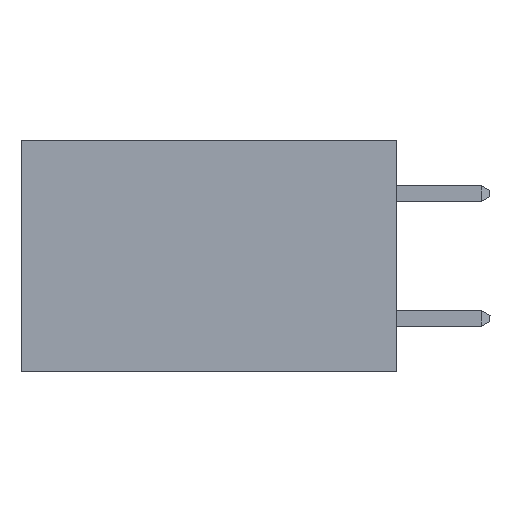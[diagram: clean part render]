
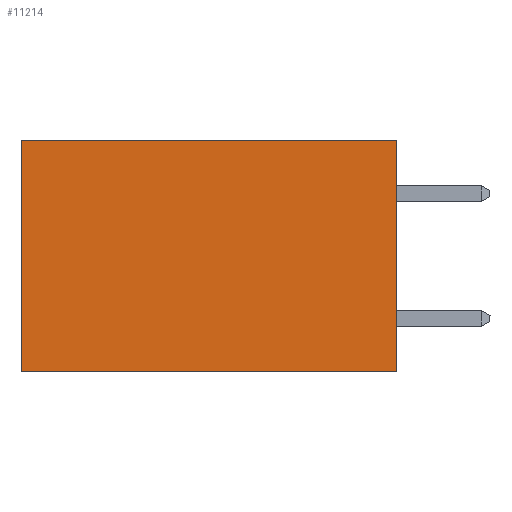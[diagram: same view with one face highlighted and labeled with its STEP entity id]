
A CAD part, left-side view. The second image highlights one B-rep face of the part: STEP entity #11214.
In plain terms, the highlighted planar face has unit normal (-1, 0, 0).
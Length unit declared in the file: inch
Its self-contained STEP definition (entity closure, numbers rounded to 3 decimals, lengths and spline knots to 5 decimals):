
#356 = EDGE_CURVE ( 'NONE', #8593, #14114, #13404, .T. ) ;
#611 = DIRECTION ( 'NONE',  ( 0., 0., -1. ) ) ;
#642 = VECTOR ( 'NONE', #12547, 39.37008 ) ;
#1344 = VERTEX_POINT ( 'NONE', #10673 ) ;
#1486 = CARTESIAN_POINT ( 'NONE',  ( 0.2615, 0., -0.37 ) ) ;
#1682 = AXIS2_PLACEMENT_3D ( 'NONE', #14183, #8009, #611 ) ;
#1979 = CARTESIAN_POINT ( 'NONE',  ( 0.2615, 0.6, -0.37 ) ) ;
#2197 = FACE_OUTER_BOUND ( 'NONE', #3346, .T. ) ;
#2750 = VECTOR ( 'NONE', #4388, 39.37008 ) ;
#3012 = LINE ( 'NONE', #4875, #6101 ) ;
#3346 = EDGE_LOOP ( 'NONE', ( #6687, #12254, #11498, #13140 ) ) ;
#3526 = LINE ( 'NONE', #1979, #2750 ) ;
#4388 = DIRECTION ( 'NONE',  ( 0., 0., -1. ) ) ;
#4875 = CARTESIAN_POINT ( 'NONE',  ( 0.2615, 0., -0.37 ) ) ;
#5049 = EDGE_CURVE ( 'NONE', #14114, #1344, #3012, .T. ) ;
#5361 = CARTESIAN_POINT ( 'NONE',  ( 0.2615, 0.6, 0. ) ) ;
#5554 = EDGE_CURVE ( 'NONE', #8593, #12479, #14810, .T. ) ;
#6101 = VECTOR ( 'NONE', #8620, 39.37008 ) ;
#6486 = CARTESIAN_POINT ( 'NONE',  ( 0.2615, 0., 0. ) ) ;
#6687 = ORIENTED_EDGE ( 'NONE', *, *, #7337, .T. ) ;
#6731 = PLANE ( 'NONE',  #1682 ) ;
#7337 = EDGE_CURVE ( 'NONE', #12479, #1344, #3526, .T. ) ;
#8009 = DIRECTION ( 'NONE',  ( 1., 0., 0. ) ) ;
#8213 = VECTOR ( 'NONE', #15677, 39.37008 ) ;
#8593 = VERTEX_POINT ( 'NONE', #6486 ) ;
#8620 = DIRECTION ( 'NONE',  ( 0., 1., 0. ) ) ;
#9519 = CARTESIAN_POINT ( 'NONE',  ( 0.2615, 0., 0. ) ) ;
#10673 = CARTESIAN_POINT ( 'NONE',  ( 0.2615, 0.6, -0.37 ) ) ;
#11214 = ADVANCED_FACE ( 'NONE', ( #2197 ), #6731, .F. ) ;
#11498 = ORIENTED_EDGE ( 'NONE', *, *, #356, .F. ) ;
#12108 = CARTESIAN_POINT ( 'NONE',  ( 0.2615, 0., -0.37 ) ) ;
#12254 = ORIENTED_EDGE ( 'NONE', *, *, #5049, .F. ) ;
#12479 = VERTEX_POINT ( 'NONE', #5361 ) ;
#12547 = DIRECTION ( 'NONE',  ( 0., 0., -1. ) ) ;
#13140 = ORIENTED_EDGE ( 'NONE', *, *, #5554, .T. ) ;
#13404 = LINE ( 'NONE', #1486, #642 ) ;
#14114 = VERTEX_POINT ( 'NONE', #12108 ) ;
#14183 = CARTESIAN_POINT ( 'NONE',  ( 0.2615, 0., -0.37 ) ) ;
#14810 = LINE ( 'NONE', #9519, #8213 ) ;
#15677 = DIRECTION ( 'NONE',  ( 0., 1., 0. ) ) ;
